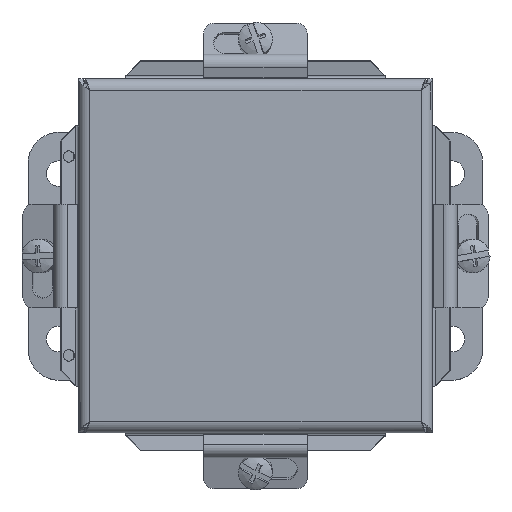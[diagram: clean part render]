
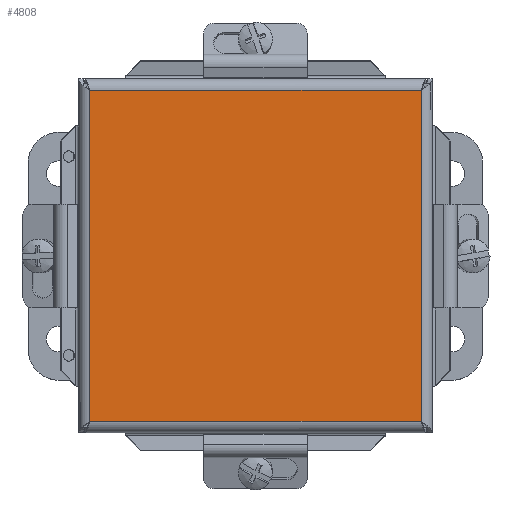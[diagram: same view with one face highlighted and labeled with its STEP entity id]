
A CAD part, top view. The second image highlights one B-rep face of the part: STEP entity #4808.
In plain terms, the highlighted planar face has unit normal (0, 0, 1).
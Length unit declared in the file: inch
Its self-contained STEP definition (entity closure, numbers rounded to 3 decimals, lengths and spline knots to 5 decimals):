
#582=PLANE('',#5342);
#814=FACE_OUTER_BOUND('',#1097,.T.);
#1097=EDGE_LOOP('',(#4177,#4178,#4179,#4180));
#1398=LINE('',#7408,#1876);
#1431=LINE('',#7651,#1909);
#1533=LINE('',#8098,#2011);
#1534=LINE('',#8100,#2012);
#1876=VECTOR('',#5947,0.3937);
#1909=VECTOR('',#6000,0.3937);
#2011=VECTOR('',#6274,0.3937);
#2012=VECTOR('',#6277,0.3937);
#2381=VERTEX_POINT('',#7129);
#2412=VERTEX_POINT('',#7277);
#2440=VERTEX_POINT('',#7407);
#2452=VERTEX_POINT('',#7564);
#2907=EDGE_CURVE('',#2440,#2412,#1398,.T.);
#2949=EDGE_CURVE('',#2381,#2452,#1431,.T.);
#3087=EDGE_CURVE('',#2412,#2381,#1533,.T.);
#3088=EDGE_CURVE('',#2452,#2440,#1534,.T.);
#4177=ORIENTED_EDGE('',*,*,#3087,.T.);
#4178=ORIENTED_EDGE('',*,*,#2949,.T.);
#4179=ORIENTED_EDGE('',*,*,#3088,.T.);
#4180=ORIENTED_EDGE('',*,*,#2907,.T.);
#4808=ADVANCED_FACE('',(#814),#582,.T.);
#5342=AXIS2_PLACEMENT_3D('',#8101,#6278,#6279);
#5947=DIRECTION('',(0.,-1.,0.));
#6000=DIRECTION('',(0.,1.,0.));
#6274=DIRECTION('',(1.,0.,0.));
#6277=DIRECTION('',(-1.,0.,0.));
#6278=DIRECTION('center_axis',(0.,0.,1.));
#6279=DIRECTION('ref_axis',(1.,0.,0.));
#7129=CARTESIAN_POINT('',(2.0035,-2.0035,0.059));
#7277=CARTESIAN_POINT('',(-2.0035,-2.0035,0.059));
#7407=CARTESIAN_POINT('',(-2.0035,2.0035,0.059));
#7408=CARTESIAN_POINT('',(-2.0035,1.00175,0.059));
#7564=CARTESIAN_POINT('',(2.0035,2.0035,0.059));
#7651=CARTESIAN_POINT('',(2.0035,-1.00175,0.059));
#8098=CARTESIAN_POINT('',(-1.00175,-2.0035,0.059));
#8100=CARTESIAN_POINT('',(1.00175,2.0035,0.059));
#8101=CARTESIAN_POINT('Origin',(0.,0.,0.059));
